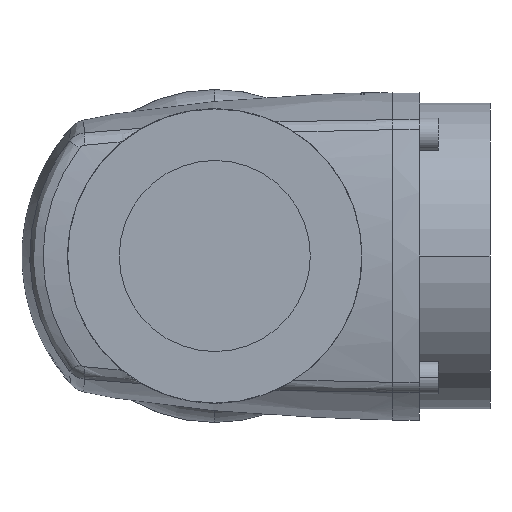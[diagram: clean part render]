
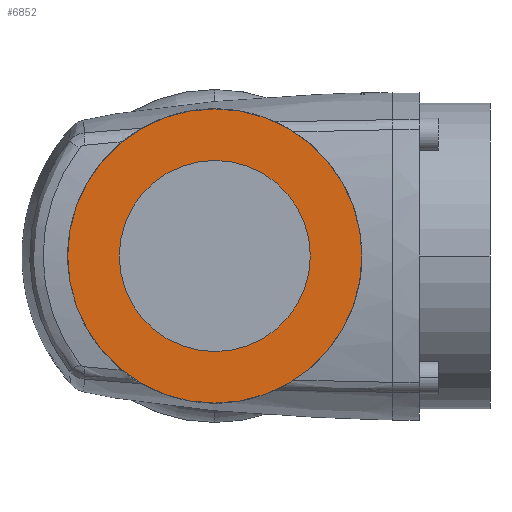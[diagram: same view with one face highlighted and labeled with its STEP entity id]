
A CAD part, front view. The second image highlights one B-rep face of the part: STEP entity #6852.
In plain terms, the highlighted planar face has unit normal (0, -1, 0).
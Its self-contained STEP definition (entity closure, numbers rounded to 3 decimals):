
#295 = DIRECTION ( 'NONE',  ( 0., -1., 0. ) ) ;
#304 = CARTESIAN_POINT ( 'NONE',  ( 365., -49.5, 760. ) ) ;
#602 = FACE_BOUND ( 'NONE', #5279, .T. ) ;
#955 = PLANE ( 'NONE',  #6770 ) ;
#1235 = EDGE_CURVE ( 'NONE', #5349, #5935, #1947, .T. ) ;
#1387 = CARTESIAN_POINT ( 'NONE',  ( 390., -49.5, 760. ) ) ;
#1905 = DIRECTION ( 'NONE',  ( -1., 0., 0. ) ) ;
#1939 = DIRECTION ( 'NONE',  ( 0., -1., 0. ) ) ;
#1947 = CIRCLE ( 'NONE', #5197, 38.5 ) ;
#2487 = ORIENTED_EDGE ( 'NONE', *, *, #2571, .F. ) ;
#2531 = AXIS2_PLACEMENT_3D ( 'NONE', #2908, #6627, #3446 ) ;
#2571 = EDGE_CURVE ( 'NONE', #4672, #5881, #4938, .T. ) ;
#2842 = CIRCLE ( 'NONE', #2531, 25. ) ;
#2908 = CARTESIAN_POINT ( 'NONE',  ( 390., -49.5, 760. ) ) ;
#3061 = DIRECTION ( 'NONE',  ( 0., 1., 0. ) ) ;
#3413 = FACE_OUTER_BOUND ( 'NONE', #3902, .T. ) ;
#3446 = DIRECTION ( 'NONE',  ( -1., 0., 0. ) ) ;
#3473 = CARTESIAN_POINT ( 'NONE',  ( 390., -49.5, 760. ) ) ;
#3596 = CARTESIAN_POINT ( 'NONE',  ( 415., -49.5, 760. ) ) ;
#3638 = EDGE_CURVE ( 'NONE', #5935, #5349, #6023, .T. ) ;
#3902 = EDGE_LOOP ( 'NONE', ( #5257, #5451 ) ) ;
#4013 = DIRECTION ( 'NONE',  ( -1., 0., 0. ) ) ;
#4399 = AXIS2_PLACEMENT_3D ( 'NONE', #1387, #5086, #1905 ) ;
#4672 = VERTEX_POINT ( 'NONE', #304 ) ;
#4938 = CIRCLE ( 'NONE', #5601, 25. ) ;
#5086 = DIRECTION ( 'NONE',  ( 0., -1., 0. ) ) ;
#5118 = CARTESIAN_POINT ( 'NONE',  ( 390., -49.5, 760. ) ) ;
#5192 = CARTESIAN_POINT ( 'NONE',  ( 340., -49.5, 760. ) ) ;
#5197 = AXIS2_PLACEMENT_3D ( 'NONE', #3473, #295, #4013 ) ;
#5248 = CARTESIAN_POINT ( 'NONE',  ( 390., -49.5, 798.5 ) ) ;
#5257 = ORIENTED_EDGE ( 'NONE', *, *, #1235, .T. ) ;
#5279 = EDGE_LOOP ( 'NONE', ( #5624, #2487 ) ) ;
#5349 = VERTEX_POINT ( 'NONE', #5464 ) ;
#5451 = ORIENTED_EDGE ( 'NONE', *, *, #3638, .T. ) ;
#5464 = CARTESIAN_POINT ( 'NONE',  ( 390., -49.5, 721.5 ) ) ;
#5601 = AXIS2_PLACEMENT_3D ( 'NONE', #5118, #1939, #5650 ) ;
#5624 = ORIENTED_EDGE ( 'NONE', *, *, #6658, .F. ) ;
#5650 = DIRECTION ( 'NONE',  ( -1., 0., 0. ) ) ;
#5881 = VERTEX_POINT ( 'NONE', #3596 ) ;
#5935 = VERTEX_POINT ( 'NONE', #5248 ) ;
#6023 = CIRCLE ( 'NONE', #4399, 38.5 ) ;
#6627 = DIRECTION ( 'NONE',  ( 0., -1., 0. ) ) ;
#6658 = EDGE_CURVE ( 'NONE', #5881, #4672, #2842, .T. ) ;
#6770 = AXIS2_PLACEMENT_3D ( 'NONE', #5192, #3061, #6778 ) ;
#6778 = DIRECTION ( 'NONE',  ( -1., 0., 0. ) ) ;
#6852 = ADVANCED_FACE ( 'NONE', ( #602, #3413 ), #955, .F. ) ;
